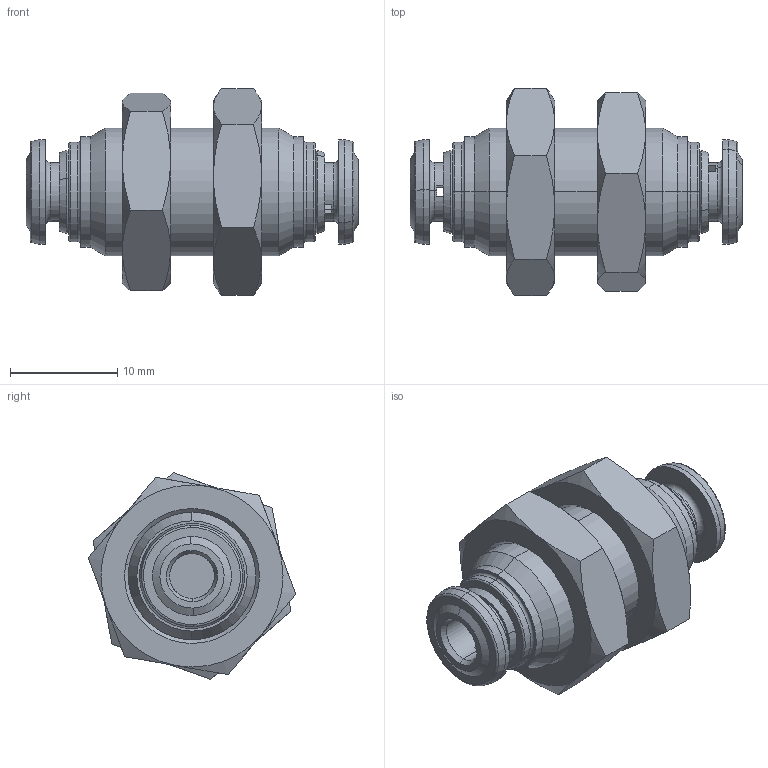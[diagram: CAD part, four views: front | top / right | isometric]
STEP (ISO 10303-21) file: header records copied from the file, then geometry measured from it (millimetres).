
FILE_DESCRIPTION (( 'STEP AP214' ), '1' );
FILE_NAME ('6005000001.step', '2012-10-16T16:31:41', ( '' ), ( '' ), 'SwSTEP 2.0', 'SolidWorks 2012', '' );
FILE_SCHEMA (( 'AUTOMOTIVE_DESIGN' ));
Length unit declared in the file: millimetre
Products named in the file (1): 6005000001
Bounding box: 31 x 19.34 x 19.32 mm (x, y, z)
Volume: 3847 mm3; surface area: 2293.5 mm2
Topology: 1 solids, 1 shells, 152 faces, 346 edges, 208 vertices
Faces by surface type: cone 60, plane 42, cylinder 30, torus 20
Entity records: 6172 total; most frequent: CARTESIAN_POINT 979, DIRECTION 792, ORIENTED_EDGE 692, EDGE_CURVE 346, AXIS2_PLACEMENT_3D 341, VERTEX_POINT 208, CIRCLE 188, EDGE_LOOP 172
